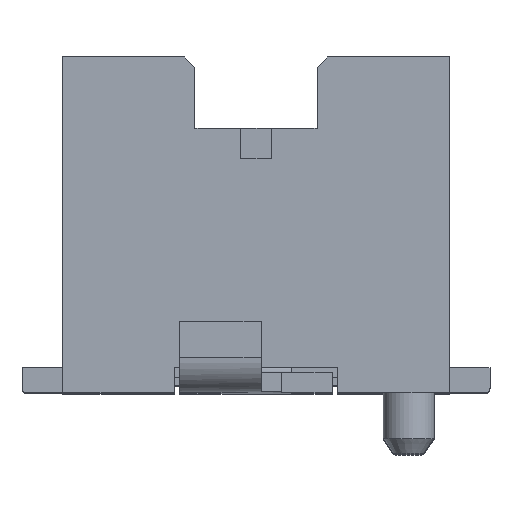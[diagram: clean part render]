
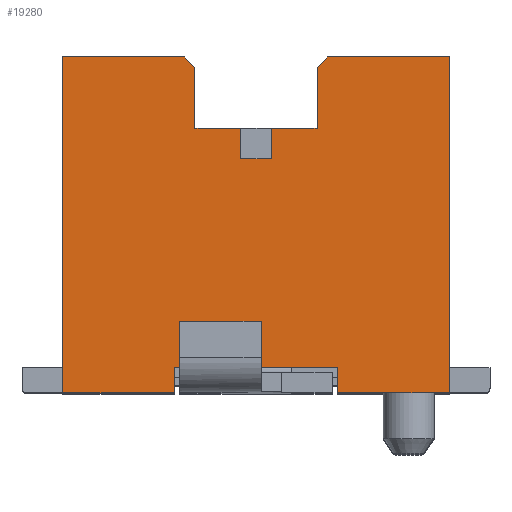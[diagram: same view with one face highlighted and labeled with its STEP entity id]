
A CAD part, top view. The second image highlights one B-rep face of the part: STEP entity #19280.
In plain terms, the highlighted planar face has unit normal (0, 0, 1).
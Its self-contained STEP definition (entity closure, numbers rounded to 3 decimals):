
#4570=CARTESIAN_POINT('',(-0.31,0.6,0.25));
#4580=VERTEX_POINT('',#4570);
#4750=CARTESIAN_POINT('',(-1.41,0.6,0.25));
#4760=VERTEX_POINT('',#4750);
#4790=CARTESIAN_POINT('',(-1.06,0.6,0.25));
#4800=DIRECTION('',(1.,0.,0.));
#4810=VECTOR('',#4800,1.);
#4820=LINE('',#4790,#4810);
#4830=EDGE_CURVE('',#4760,#4580,#4820,.T.);
#11240=CARTESIAN_POINT('',(-0.31,0.6,0.25));
#11250=DIRECTION('',(0.,-1.,0.));
#11260=VECTOR('',#11250,1.);
#11270=LINE('',#11240,#11260);
#11280=CARTESIAN_POINT('',(-0.31,0.85,0.25));
#11290=VERTEX_POINT('',#11280);
#11300=EDGE_CURVE('',#11290,#4580,#11270,.T.);
#11900=CARTESIAN_POINT('',(-0.11,3.8,0.25));
#11910=VERTEX_POINT('',#11900);
#11940=CARTESIAN_POINT('',(3.09,0.6,0.25));
#11950=DIRECTION('',(0.707,-0.707,-0.));
#11960=VECTOR('',#11950,1.);
#11970=LINE('',#11940,#11960);
#11980=CARTESIAN_POINT('',(-0.21,3.9,0.25));
#11990=VERTEX_POINT('',#11980);
#12000=EDGE_CURVE('',#11990,#11910,#11970,.T.);
#18100=CARTESIAN_POINT('',(2.39,0.6,0.25));
#18110=DIRECTION('',(0.,0.,1.));
#18120=DIRECTION('',(-1.,0.,0.));
#18130=AXIS2_PLACEMENT_3D('',#18100,#18110,#18120);
#18140=PLANE('',#18130);
#18150=CARTESIAN_POINT('',(0.34,0.6,0.25));
#18160=DIRECTION('',(0.,1.,0.));
#18170=VECTOR('',#18160,1.);
#18180=LINE('',#18150,#18170);
#18190=CARTESIAN_POINT('',(0.34,2.9,0.25));
#18200=VERTEX_POINT('',#18190);
#18210=CARTESIAN_POINT('',(0.34,3.2,0.25));
#18220=VERTEX_POINT('',#18210);
#18230=EDGE_CURVE('',#18200,#18220,#18180,.T.);
#18240=ORIENTED_EDGE('',*,*,#18230,.T.);
#18250=CARTESIAN_POINT('',(-1.06,2.9,0.25));
#18260=DIRECTION('',(-1.,0.,0.));
#18270=VECTOR('',#18260,1.);
#18280=LINE('',#18250,#18270);
#18290=CARTESIAN_POINT('',(0.64,2.9,0.25));
#18300=VERTEX_POINT('',#18290);
#18310=EDGE_CURVE('',#18300,#18200,#18280,.T.);
#18320=ORIENTED_EDGE('',*,*,#18310,.T.);
#18330=CARTESIAN_POINT('',(0.64,0.6,0.25));
#18340=DIRECTION('',(0.,-1.,0.));
#18350=VECTOR('',#18340,1.);
#18360=LINE('',#18330,#18350);
#18370=CARTESIAN_POINT('',(0.64,3.2,0.25));
#18380=VERTEX_POINT('',#18370);
#18390=EDGE_CURVE('',#18380,#18300,#18360,.T.);
#18400=ORIENTED_EDGE('',*,*,#18390,.T.);
#18410=CARTESIAN_POINT('',(-1.06,3.2,0.25));
#18420=DIRECTION('',(-1.,0.,0.));
#18430=VECTOR('',#18420,1.);
#18440=LINE('',#18410,#18430);
#18450=CARTESIAN_POINT('',(1.09,3.2,0.25));
#18460=VERTEX_POINT('',#18450);
#18470=EDGE_CURVE('',#18460,#18380,#18440,.T.);
#18480=ORIENTED_EDGE('',*,*,#18470,.T.);
#18490=CARTESIAN_POINT('',(1.09,0.6,0.25));
#18500=DIRECTION('',(0.,-1.,0.));
#18510=VECTOR('',#18500,1.);
#18520=LINE('',#18490,#18510);
#18530=CARTESIAN_POINT('',(1.09,3.8,0.25));
#18540=VERTEX_POINT('',#18530);
#18550=EDGE_CURVE('',#18540,#18460,#18520,.T.);
#18560=ORIENTED_EDGE('',*,*,#18550,.T.);
#18570=CARTESIAN_POINT('',(-2.11,0.6,0.25));
#18580=DIRECTION('',(0.707,0.707,0.));
#18590=VECTOR('',#18580,1.);
#18600=LINE('',#18570,#18590);
#18610=CARTESIAN_POINT('',(1.19,3.9,0.25));
#18620=VERTEX_POINT('',#18610);
#18630=EDGE_CURVE('',#18540,#18620,#18600,.T.);
#18640=ORIENTED_EDGE('',*,*,#18630,.F.);
#18650=CARTESIAN_POINT('',(2.39,3.9,0.25));
#18660=DIRECTION('',(-1.,0.,0.));
#18670=VECTOR('',#18660,1.);
#18680=LINE('',#18650,#18670);
#18690=CARTESIAN_POINT('',(2.39,3.9,0.25));
#18700=VERTEX_POINT('',#18690);
#18710=EDGE_CURVE('',#18700,#18620,#18680,.T.);
#18720=ORIENTED_EDGE('',*,*,#18710,.T.);
#18730=CARTESIAN_POINT('',(2.39,0.6,0.25));
#18740=DIRECTION('',(0.,1.,0.));
#18750=VECTOR('',#18740,1.);
#18760=LINE('',#18730,#18750);
#18770=CARTESIAN_POINT('',(2.39,0.6,0.25));
#18780=VERTEX_POINT('',#18770);
#18790=EDGE_CURVE('',#18780,#18700,#18760,.T.);
#18800=ORIENTED_EDGE('',*,*,#18790,.T.);
#18810=CARTESIAN_POINT('',(1.29,0.6,0.25));
#18820=VERTEX_POINT('',#18810);
#18830=EDGE_CURVE('',#18820,#18780,#4820,.T.);
#18840=ORIENTED_EDGE('',*,*,#18830,.T.);
#18850=CARTESIAN_POINT('',(1.29,0.6,0.25));
#18860=DIRECTION('',(0.,1.,0.));
#18870=VECTOR('',#18860,1.);
#18880=LINE('',#18850,#18870);
#18890=CARTESIAN_POINT('',(1.29,0.85,0.25));
#18900=VERTEX_POINT('',#18890);
#18910=EDGE_CURVE('',#18820,#18900,#18880,.T.);
#18920=ORIENTED_EDGE('',*,*,#18910,.F.);
#18930=CARTESIAN_POINT('',(-0.31,0.85,0.25));
#18940=DIRECTION('',(1.,0.,0.));
#18950=VECTOR('',#18940,1.);
#18960=LINE('',#18930,#18950);
#18970=EDGE_CURVE('',#11290,#18900,#18960,.T.);
#18980=ORIENTED_EDGE('',*,*,#18970,.T.);
#18990=ORIENTED_EDGE('',*,*,#11300,.F.);
#19000=ORIENTED_EDGE('',*,*,#4830,.T.);
#19010=CARTESIAN_POINT('',(-1.41,0.6,0.25));
#19020=DIRECTION('',(0.,1.,0.));
#19030=VECTOR('',#19020,1.);
#19040=LINE('',#19010,#19030);
#19050=CARTESIAN_POINT('',(-1.41,3.9,0.25));
#19060=VERTEX_POINT('',#19050);
#19070=EDGE_CURVE('',#4760,#19060,#19040,.T.);
#19080=ORIENTED_EDGE('',*,*,#19070,.F.);
#19090=CARTESIAN_POINT('',(2.39,3.9,0.25));
#19100=DIRECTION('',(-1.,0.,0.));
#19110=VECTOR('',#19100,1.);
#19120=LINE('',#19090,#19110);
#19130=EDGE_CURVE('',#11990,#19060,#19120,.T.);
#19140=ORIENTED_EDGE('',*,*,#19130,.T.);
#19150=ORIENTED_EDGE('',*,*,#12000,.F.);
#19160=CARTESIAN_POINT('',(-0.11,0.6,0.25));
#19170=DIRECTION('',(0.,1.,0.));
#19180=VECTOR('',#19170,1.);
#19190=LINE('',#19160,#19180);
#19200=CARTESIAN_POINT('',(-0.11,3.2,0.25));
#19210=VERTEX_POINT('',#19200);
#19220=EDGE_CURVE('',#19210,#11910,#19190,.T.);
#19230=ORIENTED_EDGE('',*,*,#19220,.T.);
#19240=EDGE_CURVE('',#18220,#19210,#18440,.T.);
#19250=ORIENTED_EDGE('',*,*,#19240,.T.);
#19260=EDGE_LOOP('',(#19250,#19230,#19150,#19140,#19080,#19000,#18990,
#18980,#18920,#18840,#18800,#18720,#18640,#18560,#18480,#18400,#18320,
#18240));
#19270=FACE_OUTER_BOUND('',#19260,.T.);
#19280=ADVANCED_FACE('',(#19270),#18140,.T.);
